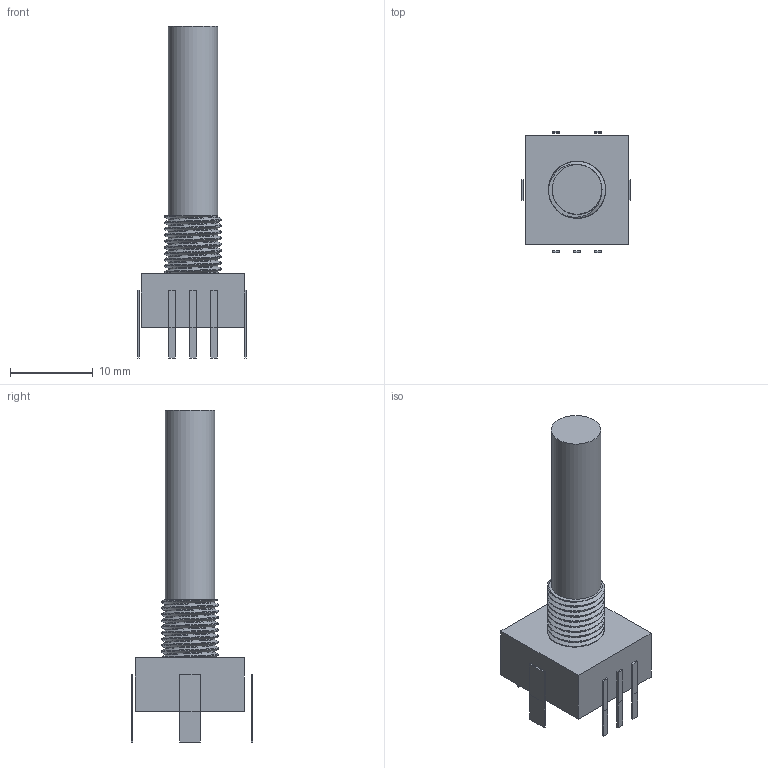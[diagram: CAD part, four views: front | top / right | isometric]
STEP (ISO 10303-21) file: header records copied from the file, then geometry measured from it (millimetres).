
FILE_DESCRIPTION(/* description */ (''),/* implementation_level */ '2;1');
FILE_NAME(/* name */ 'PEC11R-4230F-S0024 v7.step',/* time_stamp */ '2022-07-01T14:33:34-07:00',/* author */ (''),/* organization */ (''),/* preprocessor_version */ 'ST-DEVELOPER v19',/* originating_system */ 'Autodesk Translation Framework v11.7.0.108',/* authorisation */ '');
FILE_SCHEMA (('AUTOMOTIVE_DESIGN { 1 0 10303 214 3 1 1 }'));
Length unit declared in the file: millimetre
Products named in the file (1): PEC11R-4230F-S0024
Bounding box: 13.15 x 14.7 x 40.2 mm (x, y, z)
Volume: 1967 mm3; surface area: 1568.3 mm2
Topology: 16 solids, 16 shells, 117 faces, 252 edges, 168 vertices
Faces by surface type: plane 93, cylinder 22, bspline 2
Full cylindrical faces by diameter (mm): 6 x1, 6.048 x2, 6.908 x5
Entity records: 4522 total; most frequent: CARTESIAN_POINT 2007, ORIENTED_EDGE 504, DIRECTION 444, EDGE_CURVE 252, LINE 200, VECTOR 200, VERTEX_POINT 168, AXIS2_PLACEMENT_3D 122
